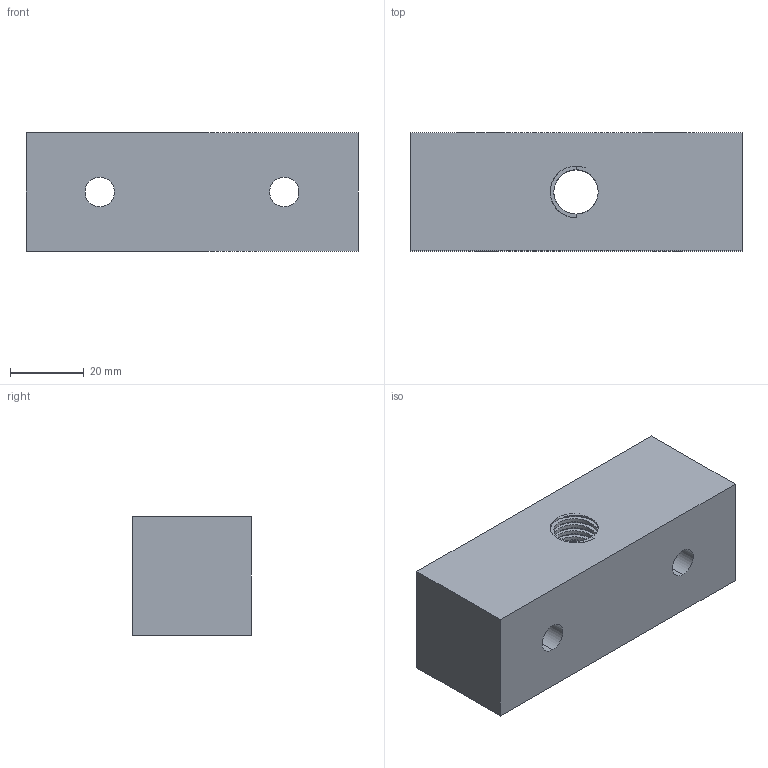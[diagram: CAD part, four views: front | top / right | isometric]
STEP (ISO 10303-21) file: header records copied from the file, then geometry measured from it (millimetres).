
FILE_DESCRIPTION (( 'STEP AP214' ), '1' );
FILE_NAME ('Block.STEP', '2025-02-11T19:55:49', ( '' ), ( '' ), 'SwSTEP 2.0', 'SolidWorks 2024', '' );
FILE_SCHEMA (( 'AUTOMOTIVE_DESIGN' ));
Length unit declared in the file: millimetre
Products named in the file (1): Block
Bounding box: 90 x 32 x 32 mm (x, y, z)
Volume: 84384.6 mm3; surface area: 17260.3 mm2
Topology: 1 solids, 1 shells, 51 faces, 143 edges, 94 vertices
Faces by surface type: cylinder 38, plane 6, cone 4, bspline 3
Entity records: 5127 total; most frequent: CARTESIAN_POINT 3992, ORIENTED_EDGE 286, DIRECTION 183, EDGE_CURVE 143, VERTEX_POINT 94, AXIS2_PLACEMENT_3D 65, EDGE_LOOP 57, VECTOR 53
